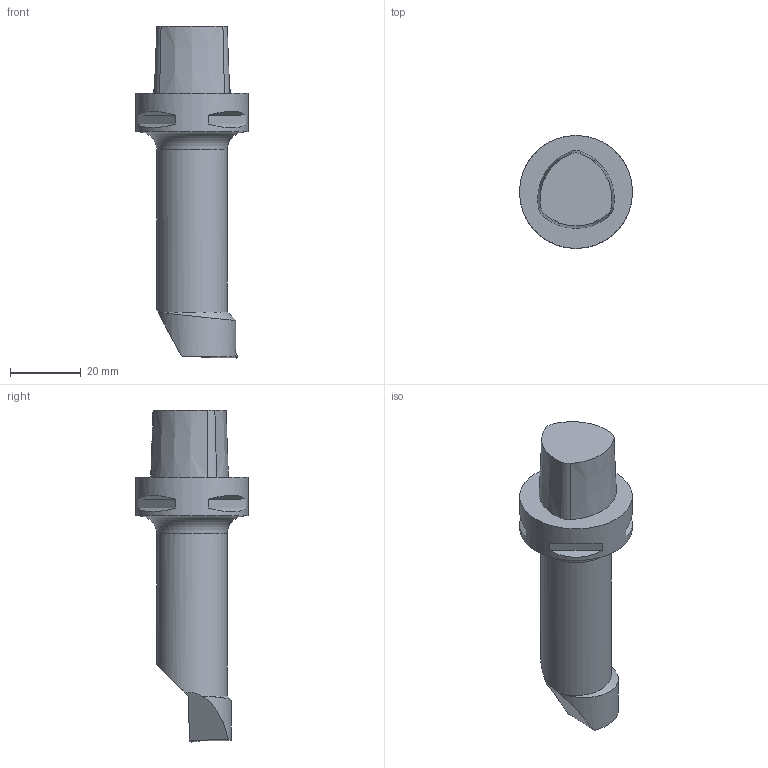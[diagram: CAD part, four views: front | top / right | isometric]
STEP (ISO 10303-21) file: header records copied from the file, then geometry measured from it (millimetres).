
FILE_DESCRIPTION(/* description */ (''),/* implementation_level */ '2;1');
FILE_NAME(/* name */ 'C3-STFCL-13075-11.stp',/* time_stamp */ '2012-08-28T14:05:25+06:00',/* author */ (''),/* organization */ (''),/* preprocessor_version */ 'ST-DEVELOPER v11',/* originating_system */ 'SIEMENS PLM Software NX 7.5',/* authorisation */ '');
FILE_SCHEMA (('AUTOMOTIVE_DESIGN { 1 0 10303 214 1 1 1 1 }'));
Length unit declared in the file: millimetre
Products named in the file (1): inpu6439g2sh
Bounding box: 32 x 32 x 94 mm (x, y, z)
Volume: 33302.6 mm3; surface area: 8567.2 mm2
Topology: 3 solids, 3 shells, 43 faces, 96 edges, 65 vertices
Faces by surface type: plane 29, cone 10, cylinder 3, torus 1
Full cylindrical faces by diameter (mm): 20 x1, 32 x1
Entity records: 1228 total; most frequent: CARTESIAN_POINT 216, DIRECTION 213, ORIENTED_EDGE 182, EDGE_CURVE 91, AXIS2_PLACEMENT_3D 82, VERTEX_POINT 62, EDGE_LOOP 51, LINE 49
